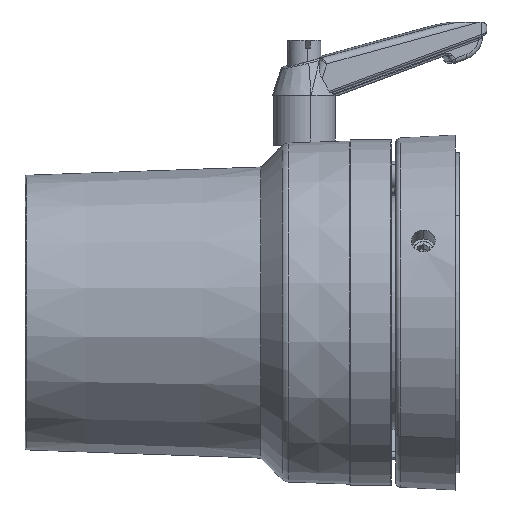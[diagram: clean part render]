
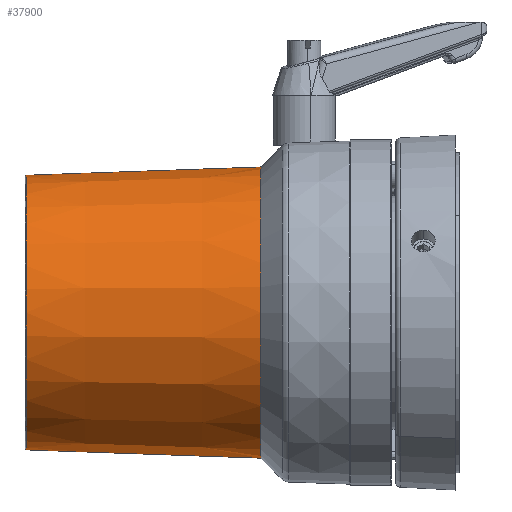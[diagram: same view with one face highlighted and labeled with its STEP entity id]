
A CAD part, left-side view. The second image highlights one B-rep face of the part: STEP entity #37900.
In plain terms, the highlighted conical face has half-angle 2 degrees and reference radius 30 mm.
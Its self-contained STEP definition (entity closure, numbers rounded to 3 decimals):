
#37013 = EDGE_CURVE ( 'NONE', #37138, #37037, #80969, .T. ) ;
#37037 = VERTEX_POINT ( 'NONE', #81045 ) ;
#37138 = VERTEX_POINT ( 'NONE', #81206 ) ;
#37764 = EDGE_LOOP ( 'NONE', ( #37855, #37861, #37867, #37874, #37878, #37827, #37829, #37834 ) ) ;
#37825 = EDGE_CURVE ( 'NONE', #37877, #37037, #82380, .T. ) ;
#37827 = ORIENTED_EDGE ( 'NONE', *, *, #37013, .F. ) ;
#37829 = ORIENTED_EDGE ( 'NONE', *, *, #37830, .T. ) ;
#37830 = EDGE_CURVE ( 'NONE', #37138, #37832, #82358, .T. ) ;
#37832 = VERTEX_POINT ( 'NONE', #82354 ) ;
#37834 = ORIENTED_EDGE ( 'NONE', *, *, #37835, .T. ) ;
#37835 = EDGE_CURVE ( 'NONE', #37832, #37858, #82353, .T. ) ;
#37855 = ORIENTED_EDGE ( 'NONE', *, *, #37856, .T. ) ;
#37856 = EDGE_CURVE ( 'NONE', #37858, #37860, #82395, .T. ) ;
#37858 = VERTEX_POINT ( 'NONE', #82394 ) ;
#37860 = VERTEX_POINT ( 'NONE', #82393 ) ;
#37861 = ORIENTED_EDGE ( 'NONE', *, *, #37864, .T. ) ;
#37864 = EDGE_CURVE ( 'NONE', #37860, #37866, #82384, .T. ) ;
#37866 = VERTEX_POINT ( 'NONE', #82431 ) ;
#37867 = ORIENTED_EDGE ( 'NONE', *, *, #37869, .T. ) ;
#37869 = EDGE_CURVE ( 'NONE', #37866, #37872, #82430, .T. ) ;
#37872 = VERTEX_POINT ( 'NONE', #82429 ) ;
#37874 = ORIENTED_EDGE ( 'NONE', *, *, #37876, .T. ) ;
#37876 = EDGE_CURVE ( 'NONE', #37872, #37877, #82422, .T. ) ;
#37877 = VERTEX_POINT ( 'NONE', #82421 ) ;
#37878 = ORIENTED_EDGE ( 'NONE', *, *, #37825, .T. ) ;
#37900 = ADVANCED_FACE ( 'NONE', ( #82485 ), #82484, .T. ) ;
#80965 = DIRECTION ( 'NONE',  ( 0., 0., -1. ) ) ;
#80966 = DIRECTION ( 'NONE',  ( 0., -1., 0. ) ) ;
#80967 = CARTESIAN_POINT ( 'NONE',  ( 0., 19.502, 0. ) ) ;
#80968 = AXIS2_PLACEMENT_3D ( 'NONE', #80967, #80966, #80965 ) ;
#80969 = CIRCLE ( 'NONE', #80968, 31.798 ) ;
#81045 = CARTESIAN_POINT ( 'NONE',  ( 0., 19.502, -31.798 ) ) ;
#81206 = CARTESIAN_POINT ( 'NONE',  ( 0., 19.502, 31.798 ) ) ;
#82348 = CARTESIAN_POINT ( 'NONE',  ( -0.024, 56.733, 30.498 ) ) ;
#82349 = CARTESIAN_POINT ( 'NONE',  ( -0.023, 56.647, 30.501 ) ) ;
#82350 = CARTESIAN_POINT ( 'NONE',  ( -0.014, 56.562, 30.504 ) ) ;
#82351 = CARTESIAN_POINT ( 'NONE',  ( 0., 56.478, 30.507 ) ) ;
#82353 = B_SPLINE_CURVE_WITH_KNOTS ( 'NONE', 3,
 ( #82351, #82350, #82349, #82348 ),
 .UNSPECIFIED., .F., .F.,
 ( 4, 4 ),
 ( 0.001, 0.001 ),
 .UNSPECIFIED. ) ;
#82354 = CARTESIAN_POINT ( 'NONE',  ( 0., 56.478, 30.507 ) ) ;
#82355 = DIRECTION ( 'NONE',  ( 0., 0.999, -0.035 ) ) ;
#82356 = VECTOR ( 'NONE', #82355, 1000. ) ;
#82357 = CARTESIAN_POINT ( 'NONE',  ( 0., 930.088, 0. ) ) ;
#82358 = LINE ( 'NONE', #82357, #82356 ) ;
#82377 = DIRECTION ( 'NONE',  ( 0., -0.999, -0.035 ) ) ;
#82378 = VECTOR ( 'NONE', #82377, 1000. ) ;
#82379 = CARTESIAN_POINT ( 'NONE',  ( 0., 930.088, 0. ) ) ;
#82380 = LINE ( 'NONE', #82379, #82378 ) ;
#82381 = DIRECTION ( 'NONE',  ( 0., 0., 1. ) ) ;
#82382 = DIRECTION ( 'NONE',  ( 0., -1., 0. ) ) ;
#82383 = AXIS2_PLACEMENT_3D ( 'NONE', #82391, #82382, #82381 ) ;
#82384 = CIRCLE ( 'NONE', #82383, 30.007 ) ;
#82385 = CARTESIAN_POINT ( 'NONE',  ( -0.133, 70.807, 30.006 ) ) ;
#82386 = CARTESIAN_POINT ( 'NONE',  ( -0.101, 68.461, 30.088 ) ) ;
#82387 = CARTESIAN_POINT ( 'NONE',  ( -0.085, 66.116, 30.17 ) ) ;
#82388 = CARTESIAN_POINT ( 'NONE',  ( -0.051, 61.424, 30.334 ) ) ;
#82389 = CARTESIAN_POINT ( 'NONE',  ( -0.037, 59.078, 30.416 ) ) ;
#82390 = CARTESIAN_POINT ( 'NONE',  ( -0.024, 56.733, 30.498 ) ) ;
#82391 = CARTESIAN_POINT ( 'NONE',  ( 0., 70.807, 0. ) ) ;
#82393 = CARTESIAN_POINT ( 'NONE',  ( -0.133, 70.807, 30.006 ) ) ;
#82394 = CARTESIAN_POINT ( 'NONE',  ( -0.024, 56.733, 30.498 ) ) ;
#82395 = B_SPLINE_CURVE_WITH_KNOTS ( 'NONE', 3,
 ( #82390, #82389, #82388, #82387, #82386, #82385 ),
 .UNSPECIFIED., .F., .F.,
 ( 4, 2, 4 ),
 ( 0.02, 0.027, 0.034 ),
 .UNSPECIFIED. ) ;
#82417 = CARTESIAN_POINT ( 'NONE',  ( 0., 56.478, -30.507 ) ) ;
#82418 = CARTESIAN_POINT ( 'NONE',  ( -0.014, 56.562, -30.504 ) ) ;
#82419 = CARTESIAN_POINT ( 'NONE',  ( -0.023, 56.647, -30.501 ) ) ;
#82420 = CARTESIAN_POINT ( 'NONE',  ( -0.024, 56.733, -30.498 ) ) ;
#82421 = CARTESIAN_POINT ( 'NONE',  ( 0., 56.478, -30.507 ) ) ;
#82422 = B_SPLINE_CURVE_WITH_KNOTS ( 'NONE', 3,
 ( #82420, #82419, #82418, #82417 ),
 .UNSPECIFIED., .F., .F.,
 ( 4, 4 ),
 ( 0.001, 0.001 ),
 .UNSPECIFIED. ) ;
#82423 = CARTESIAN_POINT ( 'NONE',  ( -0.024, 56.733, -30.498 ) ) ;
#82424 = CARTESIAN_POINT ( 'NONE',  ( -0.037, 59.078, -30.416 ) ) ;
#82425 = CARTESIAN_POINT ( 'NONE',  ( -0.051, 61.424, -30.334 ) ) ;
#82426 = CARTESIAN_POINT ( 'NONE',  ( -0.085, 66.116, -30.17 ) ) ;
#82427 = CARTESIAN_POINT ( 'NONE',  ( -0.101, 68.461, -30.088 ) ) ;
#82428 = CARTESIAN_POINT ( 'NONE',  ( -0.133, 70.807, -30.006 ) ) ;
#82429 = CARTESIAN_POINT ( 'NONE',  ( -0.024, 56.733, -30.498 ) ) ;
#82430 = B_SPLINE_CURVE_WITH_KNOTS ( 'NONE', 3,
 ( #82428, #82427, #82426, #82425, #82424, #82423 ),
 .UNSPECIFIED., .F., .F.,
 ( 4, 2, 4 ),
 ( 0.022, 0.029, 0.036 ),
 .UNSPECIFIED. ) ;
#82431 = CARTESIAN_POINT ( 'NONE',  ( -0.133, 70.807, -30.006 ) ) ;
#82479 = DIRECTION ( 'NONE',  ( 0., 0., -1. ) ) ;
#82480 = DIRECTION ( 'NONE',  ( 0., -1., 0. ) ) ;
#82481 = CARTESIAN_POINT ( 'NONE',  ( 0., 71., 0. ) ) ;
#82482 = AXIS2_PLACEMENT_3D ( 'NONE', #82481, #82480, #82479 ) ;
#82484 = CONICAL_SURFACE ( 'NONE', #82482, 30., 0.035 ) ;
#82485 = FACE_OUTER_BOUND ( 'NONE', #37764, .T. ) ;
